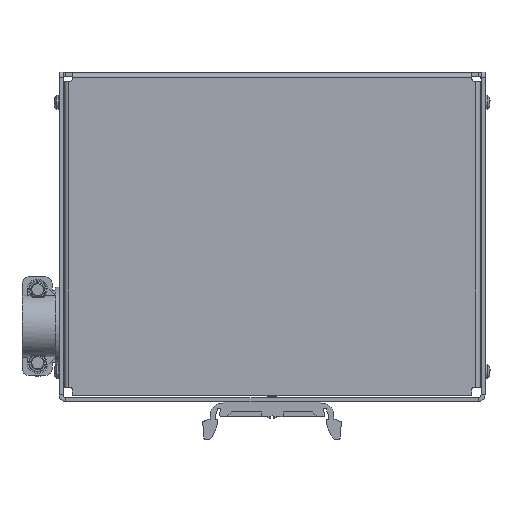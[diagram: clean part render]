
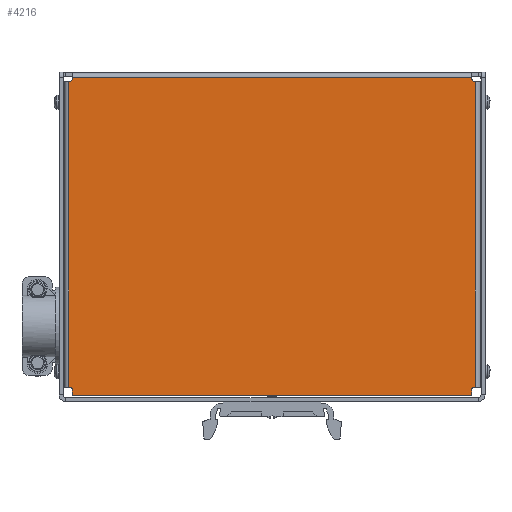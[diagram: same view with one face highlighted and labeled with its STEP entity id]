
A CAD part, left-side view. The second image highlights one B-rep face of the part: STEP entity #4216.
In plain terms, the highlighted face is planar.
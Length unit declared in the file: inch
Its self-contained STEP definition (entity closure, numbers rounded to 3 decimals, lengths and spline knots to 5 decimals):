
#23 = ORIENTED_EDGE ( 'NONE', *, *, #9661, .F. ) ;
#337 = DIRECTION ( 'NONE',  ( -1., 0., 0. ) ) ;
#465 = DIRECTION ( 'NONE',  ( 0., 0., 1. ) ) ;
#551 = VERTEX_POINT ( 'NONE', #2495 ) ;
#562 = CARTESIAN_POINT ( 'NONE',  ( 2.42, -0.024, -1.8505 ) ) ;
#630 = EDGE_CURVE ( 'NONE', #23863, #23366, #18599, .T. ) ;
#709 = CARTESIAN_POINT ( 'NONE',  ( 2.39, -0.024, 1.9275 ) ) ;
#796 = CARTESIAN_POINT ( 'NONE',  ( -2.39, -0.024, 1.9275 ) ) ;
#1108 = CARTESIAN_POINT ( 'NONE',  ( 2.432, -0.024, 1.8275 ) ) ;
#1184 = LINE ( 'NONE', #796, #19336 ) ;
#1250 = CARTESIAN_POINT ( 'NONE',  ( -2.42, -0.024, 1.8275 ) ) ;
#1463 = CARTESIAN_POINT ( 'NONE',  ( -2.39, -0.024, -1.8625 ) ) ;
#1532 = CARTESIAN_POINT ( 'NONE',  ( -2.39, -0.024, 1.9275 ) ) ;
#1595 = LINE ( 'NONE', #1108, #10571 ) ;
#1636 = ORIENTED_EDGE ( 'NONE', *, *, #18082, .F. ) ;
#1717 = VERTEX_POINT ( 'NONE', #1778 ) ;
#1778 = CARTESIAN_POINT ( 'NONE',  ( 2.432, -0.024, -1.8325 ) ) ;
#2179 = DIRECTION ( 'NONE',  ( 0., -1., 0. ) ) ;
#2429 = DIRECTION ( 'NONE',  ( 0., 0., -1. ) ) ;
#2495 = CARTESIAN_POINT ( 'NONE',  ( 2.39, -0.024, 1.8575 ) ) ;
#2732 = FACE_OUTER_BOUND ( 'NONE', #5493, .T. ) ;
#2895 = VECTOR ( 'NONE', #20107, 39.37008 ) ;
#3038 = DIRECTION ( 'NONE',  ( 0., 0., -1. ) ) ;
#3241 = DIRECTION ( 'NONE',  ( 0., 0., 1. ) ) ;
#3291 = LINE ( 'NONE', #14513, #16566 ) ;
#3596 = EDGE_CURVE ( 'NONE', #3626, #551, #10071, .T. ) ;
#3626 = VERTEX_POINT ( 'NONE', #709 ) ;
#3808 = VECTOR ( 'NONE', #11665, 39.37008 ) ;
#4055 = LINE ( 'NONE', #23083, #3808 ) ;
#4216 = ADVANCED_FACE ( 'NONE', ( #2732 ), #13842, .F. ) ;
#4225 = VERTEX_POINT ( 'NONE', #8227 ) ;
#4360 = CARTESIAN_POINT ( 'NONE',  ( 2.39, -0.024, 1.8575 ) ) ;
#4415 = EDGE_CURVE ( 'NONE', #4225, #20724, #21994, .T. ) ;
#4790 = CARTESIAN_POINT ( 'NONE',  ( -2.39, -0.024, -1.8745 ) ) ;
#4809 = DIRECTION ( 'NONE',  ( 1., 0., 0. ) ) ;
#4810 = VERTEX_POINT ( 'NONE', #22079 ) ;
#4968 = DIRECTION ( 'NONE',  ( 0., 0., -1. ) ) ;
#5234 = DIRECTION ( 'NONE',  ( 0., -1., 0. ) ) ;
#5405 = VERTEX_POINT ( 'NONE', #22632 ) ;
#5421 = EDGE_CURVE ( 'NONE', #15569, #23863, #4055, .T. ) ;
#5493 = EDGE_LOOP ( 'NONE', ( #22045, #15187, #5939, #23398, #7986, #21021, #14354, #21585, #1636, #23491, #14952, #21157, #23637, #21503, #13126, #12946, #23, #11223 ) ) ;
#5935 = VERTEX_POINT ( 'NONE', #14208 ) ;
#5939 = ORIENTED_EDGE ( 'NONE', *, *, #15855, .T. ) ;
#6118 = EDGE_CURVE ( 'NONE', #5935, #1717, #1595, .T. ) ;
#6142 = AXIS2_PLACEMENT_3D ( 'NONE', #23892, #5234, #22009 ) ;
#6272 = VECTOR ( 'NONE', #13566, 39.37008 ) ;
#6464 = CARTESIAN_POINT ( 'NONE',  ( -2.49, -0.024, -1.8325 ) ) ;
#6979 = CIRCLE ( 'NONE', #18131, 0.03 ) ;
#7270 = CARTESIAN_POINT ( 'NONE',  ( -2.3925, -0.024, -1.8505 ) ) ;
#7466 = CARTESIAN_POINT ( 'NONE',  ( -2.432, -0.024, 1.8275 ) ) ;
#7896 = VECTOR ( 'NONE', #9227, 39.37008 ) ;
#7986 = ORIENTED_EDGE ( 'NONE', *, *, #8397, .F. ) ;
#8015 = VERTEX_POINT ( 'NONE', #23026 ) ;
#8227 = CARTESIAN_POINT ( 'NONE',  ( -2.39, -0.024, -1.8745 ) ) ;
#8397 = EDGE_CURVE ( 'NONE', #17847, #16063, #14459, .T. ) ;
#9001 = DIRECTION ( 'NONE',  ( -1., 0., 0. ) ) ;
#9227 = DIRECTION ( 'NONE',  ( 1., 0., 0. ) ) ;
#9358 = EDGE_CURVE ( 'NONE', #5405, #16763, #14464, .T. ) ;
#9403 = EDGE_CURVE ( 'NONE', #23366, #5405, #22915, .T. ) ;
#9661 = EDGE_CURVE ( 'NONE', #4810, #15569, #9832, .T. ) ;
#9832 = LINE ( 'NONE', #6464, #10905 ) ;
#9869 = AXIS2_PLACEMENT_3D ( 'NONE', #14802, #24722, #22465 ) ;
#9971 = EDGE_CURVE ( 'NONE', #16763, #3626, #1184, .T. ) ;
#10071 = LINE ( 'NONE', #4360, #19765 ) ;
#10109 = VERTEX_POINT ( 'NONE', #20040 ) ;
#10118 = EDGE_CURVE ( 'NONE', #551, #10109, #20137, .T. ) ;
#10313 = CARTESIAN_POINT ( 'NONE',  ( 2.3925, -0.024, -1.8505 ) ) ;
#10521 = CARTESIAN_POINT ( 'NONE',  ( 2.42, -0.024, 1.8575 ) ) ;
#10531 = VECTOR ( 'NONE', #9001, 39.37008 ) ;
#10571 = VECTOR ( 'NONE', #4968, 39.37008 ) ;
#10587 = CARTESIAN_POINT ( 'NONE',  ( -2.42, -0.024, -1.8625 ) ) ;
#10642 = LINE ( 'NONE', #4790, #18979 ) ;
#10792 = CARTESIAN_POINT ( 'NONE',  ( -2.432, -0.024, -1.8325 ) ) ;
#10905 = VECTOR ( 'NONE', #337, 39.37008 ) ;
#11223 = ORIENTED_EDGE ( 'NONE', *, *, #21098, .F. ) ;
#11665 = DIRECTION ( 'NONE',  ( 0., 0., 1. ) ) ;
#11807 = CIRCLE ( 'NONE', #9869, 0.03 ) ;
#12075 = CARTESIAN_POINT ( 'NONE',  ( 2.42, -0.024, -1.8625 ) ) ;
#12755 = VERTEX_POINT ( 'NONE', #7270 ) ;
#12946 = ORIENTED_EDGE ( 'NONE', *, *, #5421, .F. ) ;
#13126 = ORIENTED_EDGE ( 'NONE', *, *, #630, .F. ) ;
#13566 = DIRECTION ( 'NONE',  ( -1., 0., 0. ) ) ;
#13682 = LINE ( 'NONE', #562, #6272 ) ;
#13842 = PLANE ( 'NONE',  #19403 ) ;
#14199 = DIRECTION ( 'NONE',  ( 0., 0., 1. ) ) ;
#14208 = CARTESIAN_POINT ( 'NONE',  ( 2.432, -0.024, 1.8275 ) ) ;
#14352 = CARTESIAN_POINT ( 'NONE',  ( 2.39, -0.024, -1.8505 ) ) ;
#14354 = ORIENTED_EDGE ( 'NONE', *, *, #20553, .F. ) ;
#14459 = LINE ( 'NONE', #22377, #2895 ) ;
#14464 = LINE ( 'NONE', #16231, #24131 ) ;
#14513 = CARTESIAN_POINT ( 'NONE',  ( 2.39, -0.024, -1.8625 ) ) ;
#14527 = EDGE_CURVE ( 'NONE', #23280, #17847, #11807, .T. ) ;
#14614 = CARTESIAN_POINT ( 'NONE',  ( 2.49, -0.024, -1.8325 ) ) ;
#14795 = DIRECTION ( 'NONE',  ( 1., 0., 0. ) ) ;
#14802 = CARTESIAN_POINT ( 'NONE',  ( 2.42, -0.024, -1.8625 ) ) ;
#14952 = ORIENTED_EDGE ( 'NONE', *, *, #3596, .F. ) ;
#15187 = ORIENTED_EDGE ( 'NONE', *, *, #4415, .F. ) ;
#15295 = DIRECTION ( 'NONE',  ( 0., 0., -1. ) ) ;
#15569 = VERTEX_POINT ( 'NONE', #10792 ) ;
#15855 = EDGE_CURVE ( 'NONE', #4225, #8015, #10642, .T. ) ;
#16063 = VERTEX_POINT ( 'NONE', #14352 ) ;
#16231 = CARTESIAN_POINT ( 'NONE',  ( -2.39, -0.024, 1.9275 ) ) ;
#16566 = VECTOR ( 'NONE', #3038, 39.37008 ) ;
#16685 = CARTESIAN_POINT ( 'NONE',  ( 2.49, -0.024, 1.8275 ) ) ;
#16763 = VERTEX_POINT ( 'NONE', #1532 ) ;
#16871 = EDGE_CURVE ( 'NONE', #20724, #12755, #13682, .T. ) ;
#17589 = DIRECTION ( 'NONE',  ( 0., 1., 0. ) ) ;
#17847 = VERTEX_POINT ( 'NONE', #10313 ) ;
#18082 = EDGE_CURVE ( 'NONE', #10109, #5935, #22724, .T. ) ;
#18131 = AXIS2_PLACEMENT_3D ( 'NONE', #10587, #2179, #15295 ) ;
#18263 = DIRECTION ( 'NONE',  ( 1., 0., 0. ) ) ;
#18287 = VECTOR ( 'NONE', #14795, 39.37008 ) ;
#18599 = LINE ( 'NONE', #20623, #7896 ) ;
#18623 = CARTESIAN_POINT ( 'NONE',  ( -2.39, -0.024, -1.8505 ) ) ;
#18979 = VECTOR ( 'NONE', #18263, 39.37008 ) ;
#19336 = VECTOR ( 'NONE', #4809, 39.37008 ) ;
#19403 = AXIS2_PLACEMENT_3D ( 'NONE', #12075, #17589, #465 ) ;
#19680 = DIRECTION ( 'NONE',  ( 0., -1., 0. ) ) ;
#19727 = DIRECTION ( 'NONE',  ( 0., 0., -1. ) ) ;
#19765 = VECTOR ( 'NONE', #19727, 39.37008 ) ;
#20040 = CARTESIAN_POINT ( 'NONE',  ( 2.42, -0.024, 1.8275 ) ) ;
#20107 = DIRECTION ( 'NONE',  ( -1., 0., 0. ) ) ;
#20127 = CARTESIAN_POINT ( 'NONE',  ( 2.42, -0.024, -1.8325 ) ) ;
#20137 = CIRCLE ( 'NONE', #23347, 0.03 ) ;
#20553 = EDGE_CURVE ( 'NONE', #1717, #23280, #24160, .T. ) ;
#20598 = VECTOR ( 'NONE', #14199, 39.37008 ) ;
#20623 = CARTESIAN_POINT ( 'NONE',  ( -2.42, -0.024, 1.8275 ) ) ;
#20724 = VERTEX_POINT ( 'NONE', #18623 ) ;
#21021 = ORIENTED_EDGE ( 'NONE', *, *, #14527, .F. ) ;
#21098 = EDGE_CURVE ( 'NONE', #12755, #4810, #6979, .T. ) ;
#21157 = ORIENTED_EDGE ( 'NONE', *, *, #9971, .F. ) ;
#21312 = EDGE_CURVE ( 'NONE', #16063, #8015, #3291, .T. ) ;
#21503 = ORIENTED_EDGE ( 'NONE', *, *, #9403, .F. ) ;
#21585 = ORIENTED_EDGE ( 'NONE', *, *, #6118, .F. ) ;
#21994 = LINE ( 'NONE', #1463, #20598 ) ;
#22009 = DIRECTION ( 'NONE',  ( 0., 0., -1. ) ) ;
#22045 = ORIENTED_EDGE ( 'NONE', *, *, #16871, .F. ) ;
#22079 = CARTESIAN_POINT ( 'NONE',  ( -2.42, -0.024, -1.8325 ) ) ;
#22377 = CARTESIAN_POINT ( 'NONE',  ( 2.42, -0.024, -1.8505 ) ) ;
#22465 = DIRECTION ( 'NONE',  ( 0., 0., 1. ) ) ;
#22632 = CARTESIAN_POINT ( 'NONE',  ( -2.39, -0.024, 1.8575 ) ) ;
#22724 = LINE ( 'NONE', #16685, #18287 ) ;
#22915 = CIRCLE ( 'NONE', #6142, 0.03 ) ;
#23026 = CARTESIAN_POINT ( 'NONE',  ( 2.39, -0.024, -1.8745 ) ) ;
#23083 = CARTESIAN_POINT ( 'NONE',  ( -2.432, -0.024, -1.8325 ) ) ;
#23280 = VERTEX_POINT ( 'NONE', #20127 ) ;
#23347 = AXIS2_PLACEMENT_3D ( 'NONE', #10521, #19680, #2429 ) ;
#23366 = VERTEX_POINT ( 'NONE', #1250 ) ;
#23398 = ORIENTED_EDGE ( 'NONE', *, *, #21312, .F. ) ;
#23491 = ORIENTED_EDGE ( 'NONE', *, *, #10118, .F. ) ;
#23637 = ORIENTED_EDGE ( 'NONE', *, *, #9358, .F. ) ;
#23863 = VERTEX_POINT ( 'NONE', #7466 ) ;
#23892 = CARTESIAN_POINT ( 'NONE',  ( -2.42, -0.024, 1.8575 ) ) ;
#24131 = VECTOR ( 'NONE', #3241, 39.37008 ) ;
#24160 = LINE ( 'NONE', #14614, #10531 ) ;
#24722 = DIRECTION ( 'NONE',  ( 0., -1., 0. ) ) ;
